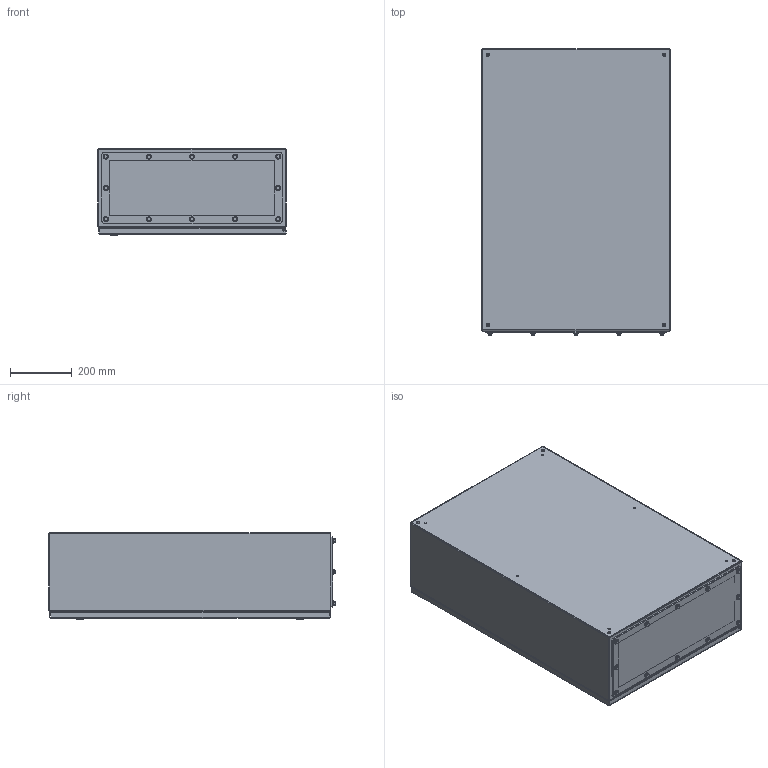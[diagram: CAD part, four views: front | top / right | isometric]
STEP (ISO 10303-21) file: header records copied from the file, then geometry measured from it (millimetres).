
FILE_DESCRIPTION (( 'STEP AP214' ), '1' );
FILE_NAME ('N412362410CGP.STEP', '2020-05-20T18:43:37', ( '' ), ( '' ), 'SwSTEP 2.0', 'SolidWorks 2019', '' );
FILE_SCHEMA (( 'AUTOMOTIVE_DESIGN' ));
Length unit declared in the file: inch
Products named in the file (1): N412362410CGP
Bounding box: 609.6 x 927.6 x 280.51 mm (x, y, z)
Volume: 4474024.4 mm3; surface area: 4446916.4 mm2
Topology: 107 solids, 107 shells, 3129 faces, 7367 edges, 4483 vertices
Faces by surface type: plane 1219, cylinder 976, cone 556, bspline 314, torus 64
Full cylindrical faces by diameter (mm): 2.362 x6, 3.317 x102, 3.5 x6, 3.962 x3, 4.064 x12, 4.166 x102, 4.25 x6, 4.572 x9, 4.775 x8, 5 x2, 5.359 x12, 5.969 x12, 6 x2, 6.35 x26, 6.502 x6, 6.985 x12, 7.137 x36, 7.366 x12, 8.128 x6, 8.382 x12, 8.56 x2, 8.89 x9, 9.144 x6, 9.9 x2, 10 x4, 10.2 x2, 11.05 x2, 11.112 x4, 11.125 x12, 12.8 x2
Entity records: 141984 total; most frequent: CARTESIAN_POINT 36363, DIRECTION 12615, ORIENTED_EDGE 12166, EDGE_CURVE 6083, AXIS2_PLACEMENT_3D 5001, EDGE_LOOP 4329, VERTEX_POINT 4104, FACE_OUTER_BOUND 3668
